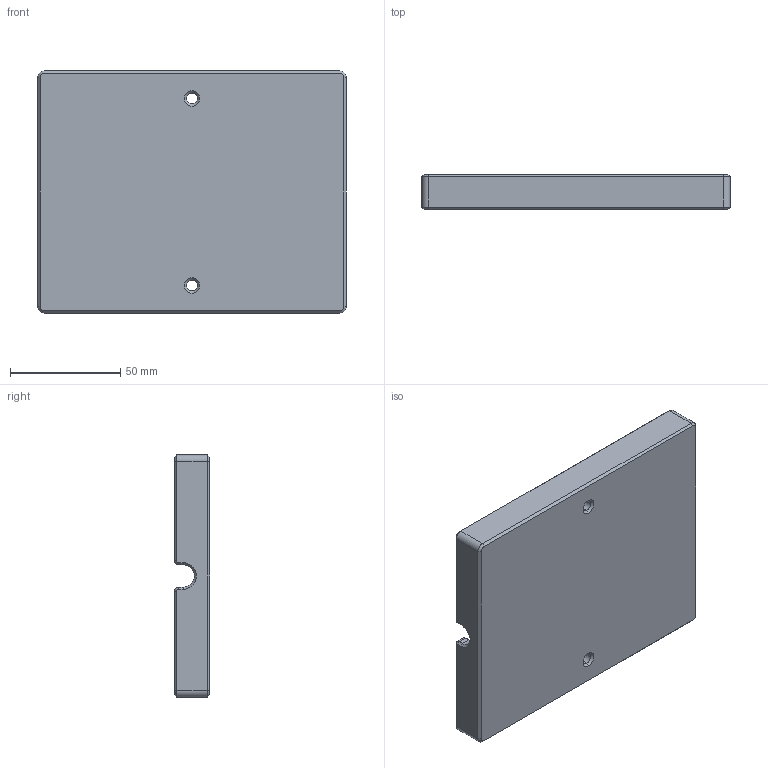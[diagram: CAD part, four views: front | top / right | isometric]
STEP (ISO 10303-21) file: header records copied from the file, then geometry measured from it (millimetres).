
FILE_DESCRIPTION (( 'STEP AP214' ), '1' );
FILE_NAME ('exit sign mount.STEP', '2023-10-29T08:10:32', ( '' ), ( '' ), 'SwSTEP 2.0', 'SolidWorks 2022', '' );
FILE_SCHEMA (( 'AUTOMOTIVE_DESIGN' ));
Length unit declared in the file: millimetre
Products named in the file (1): exit sign mount
Bounding box: 140 x 16 x 110 mm (x, y, z)
Volume: 122803.6 mm3; surface area: 43007.9 mm2
Topology: 1 solids, 1 shells, 100 faces, 234 edges, 136 vertices
Faces by surface type: plane 46, cone 33, cylinder 21
Entity records: 2838 total; most frequent: DIRECTION 514, CARTESIAN_POINT 471, ORIENTED_EDGE 468, EDGE_CURVE 234, AXIS2_PLACEMENT_3D 179, VECTOR 156, LINE 156, VERTEX_POINT 136
